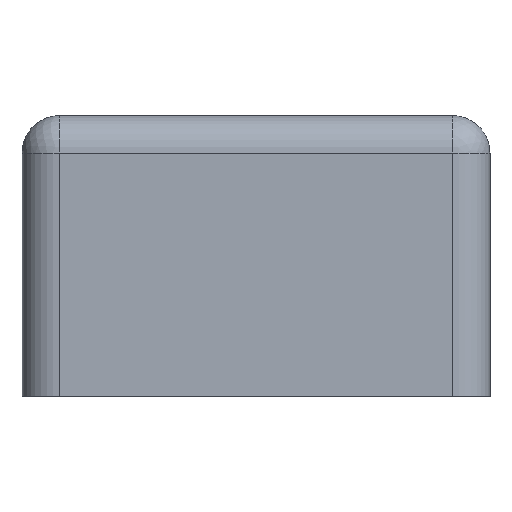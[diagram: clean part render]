
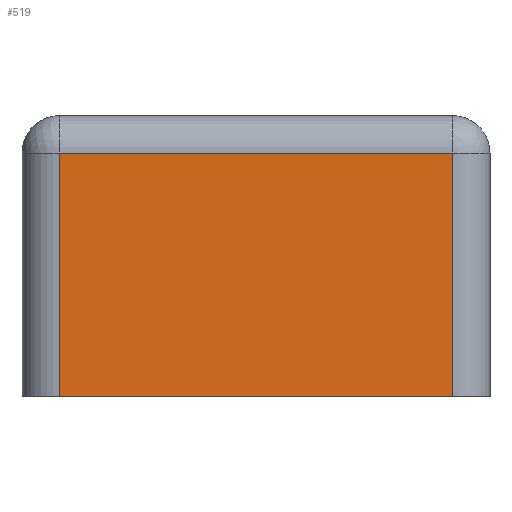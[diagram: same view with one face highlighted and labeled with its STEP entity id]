
A CAD part, left-side view. The second image highlights one B-rep face of the part: STEP entity #519.
In plain terms, the highlighted planar face has unit normal (-1, 0, 0).
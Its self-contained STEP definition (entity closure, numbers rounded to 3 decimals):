
#32=PLANE('',#583);
#59=FACE_OUTER_BOUND('',#93,.T.);
#93=EDGE_LOOP('',(#421,#422,#423,#424));
#123=LINE('',#825,#171);
#126=LINE('',#839,#174);
#130=LINE('',#848,#178);
#138=LINE('',#866,#186);
#171=VECTOR('',#661,10.);
#174=VECTOR('',#676,10.);
#178=VECTOR('',#686,10.);
#186=VECTOR('',#706,10.);
#243=VERTEX_POINT('',#818);
#245=VERTEX_POINT('',#823);
#246=VERTEX_POINT('',#828);
#249=VERTEX_POINT('',#835);
#295=EDGE_CURVE('',#245,#243,#123,.T.);
#302=EDGE_CURVE('',#246,#249,#126,.T.);
#307=EDGE_CURVE('',#243,#246,#130,.T.);
#316=EDGE_CURVE('',#249,#245,#138,.T.);
#421=ORIENTED_EDGE('',*,*,#295,.F.);
#422=ORIENTED_EDGE('',*,*,#316,.F.);
#423=ORIENTED_EDGE('',*,*,#302,.F.);
#424=ORIENTED_EDGE('',*,*,#307,.F.);
#519=ADVANCED_FACE('',(#59),#32,.T.);
#583=AXIS2_PLACEMENT_3D('',#865,#704,#705);
#661=DIRECTION('',(0.,0.,1.));
#676=DIRECTION('',(0.,0.,-1.));
#686=DIRECTION('',(0.,-1.,0.));
#704=DIRECTION('center_axis',(-1.,0.,0.));
#705=DIRECTION('ref_axis',(0.,-1.,0.));
#706=DIRECTION('',(0.,1.,0.));
#818=CARTESIAN_POINT('',(-0.5,0.21,0.26));
#823=CARTESIAN_POINT('',(-0.5,0.21,0.));
#825=CARTESIAN_POINT('',(-0.5,0.21,0.));
#828=CARTESIAN_POINT('',(-0.5,-0.21,0.26));
#835=CARTESIAN_POINT('',(-0.5,-0.21,0.));
#839=CARTESIAN_POINT('',(-0.5,-0.21,0.));
#848=CARTESIAN_POINT('',(-0.5,0.125,0.26));
#865=CARTESIAN_POINT('Origin',(-0.5,0.25,0.));
#866=CARTESIAN_POINT('',(-0.5,-0.25,0.));
